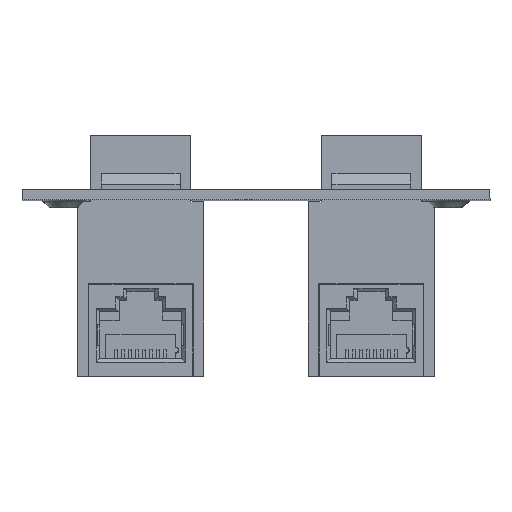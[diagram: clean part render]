
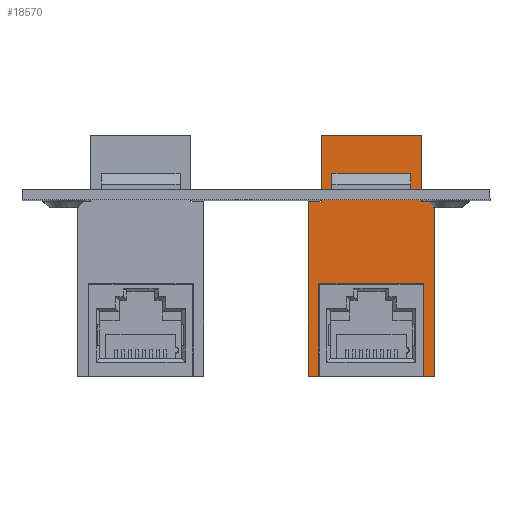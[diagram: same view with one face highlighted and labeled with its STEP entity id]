
A CAD part, top view. The second image highlights one B-rep face of the part: STEP entity #18570.
In plain terms, the highlighted face is planar.
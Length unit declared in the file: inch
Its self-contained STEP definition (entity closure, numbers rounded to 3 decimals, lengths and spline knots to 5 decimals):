
#2406 = EDGE_CURVE ( 'NONE', #34568, #34588, #6196, .T. ) ;
#3419 = EDGE_CURVE ( 'NONE', #34568, #6053, #31474, .T. ) ;
#3420 = EDGE_CURVE ( 'NONE', #34588, #34598, #31470, .T. ) ;
#3421 = EDGE_CURVE ( 'NONE', #34601, #34604, #31478, .T. ) ;
#3422 = EDGE_CURVE ( 'NONE', #34597, #6024, #31480, .T. ) ;
#3423 = EDGE_CURVE ( 'NONE', #6024, #6060, #31482, .T. ) ;
#3424 = EDGE_CURVE ( 'NONE', #6058, #6060, #31484, .T. ) ;
#3425 = EDGE_CURVE ( 'NONE', #6048, #6058, #31486, .T. ) ;
#3426 = EDGE_CURVE ( 'NONE', #6048, #6040, #31488, .T. ) ;
#3427 = EDGE_CURVE ( 'NONE', #6040, #6053, #31490, .T. ) ;
#3428 = EDGE_CURVE ( 'NONE', #33147, #33144, #31492, .T. ) ;
#3517 = EDGE_CURVE ( 'NONE', #33145, #33147, #31646, .T. ) ;
#3519 = EDGE_CURVE ( 'NONE', #33141, #33145, #31641, .T. ) ;
#3522 = EDGE_CURVE ( 'NONE', #33144, #33141, #31654, .T. ) ;
#3614 = EDGE_CURVE ( 'NONE', #34598, #34604, #31836, .T. ) ;
#3616 = EDGE_CURVE ( 'NONE', #34601, #34597, #31840, .T. ) ;
#6024 = VERTEX_POINT ( 'NONE', #26787 ) ;
#6040 = VERTEX_POINT ( 'NONE', #26795 ) ;
#6048 = VERTEX_POINT ( 'NONE', #26799 ) ;
#6053 = VERTEX_POINT ( 'NONE', #26801 ) ;
#6058 = VERTEX_POINT ( 'NONE', #26804 ) ;
#6060 = VERTEX_POINT ( 'NONE', #26805 ) ;
#6196 = LINE ( 'NONE', #7482, #6203 ) ;
#6203 = VECTOR ( 'NONE', #7490, 39.37008 ) ;
#7482 = CARTESIAN_POINT ( 'NONE',  ( -0.36, -0.15, 0.30221 ) ) ;
#7490 = DIRECTION ( 'NONE',  ( 0., 0., 1. ) ) ;
#10084 = EDGE_LOOP ( 'NONE', ( #32667, #32668, #32669, #32670, #32671, #32672, #32673, #32674, #32675, #32676, #32677, #32678 ) ) ;
#10093 = EDGE_LOOP ( 'NONE', ( #32663, #32664, #32665, #32666 ) ) ;
#12738 = CARTESIAN_POINT ( 'NONE',  ( -0.2875, -0.15, -0.38 ) ) ;
#12755 = CARTESIAN_POINT ( 'NONE',  ( -0.405, -0.15, -1.38 ) ) ;
#12757 = DIRECTION ( 'NONE',  ( 1., 0., 0. ) ) ;
#12758 = DIRECTION ( 'NONE',  ( 1., 0., 0. ) ) ;
#12759 = CARTESIAN_POINT ( 'NONE',  ( -0.273, -0.15, 0. ) ) ;
#12760 = DIRECTION ( 'NONE',  ( -1., 0., 0. ) ) ;
#12761 = CARTESIAN_POINT ( 'NONE',  ( 0.36, -0.15, -0.38 ) ) ;
#12762 = DIRECTION ( 'NONE',  ( 1., 0., 0. ) ) ;
#12763 = CARTESIAN_POINT ( 'NONE',  ( 0.36, -0.15, 0.30221 ) ) ;
#12764 = DIRECTION ( 'NONE',  ( 0., 0., -1. ) ) ;
#12765 = CARTESIAN_POINT ( 'NONE',  ( -0.405, -0.15, -1.38 ) ) ;
#12766 = DIRECTION ( 'NONE',  ( 1., 0., 0. ) ) ;
#12767 = CARTESIAN_POINT ( 'NONE',  ( 0.3, -0.15, 0. ) ) ;
#12768 = DIRECTION ( 'NONE',  ( 0., 0., -1. ) ) ;
#12769 = CARTESIAN_POINT ( 'NONE',  ( 0.3, -0.15, -0.8495 ) ) ;
#12770 = DIRECTION ( 'NONE',  ( -1., 0., 0. ) ) ;
#12771 = CARTESIAN_POINT ( 'NONE',  ( -0.3, -0.15, 0. ) ) ;
#12772 = DIRECTION ( 'NONE',  ( 0., 0., -1. ) ) ;
#12773 = CARTESIAN_POINT ( 'NONE',  ( -0.273, -0.15, -0.31 ) ) ;
#12775 = DIRECTION ( 'NONE',  ( -1., 0., 0. ) ) ;
#18570 = ADVANCED_FACE ( 'NONE', ( #36111, #36115 ), #37021, .T. ) ;
#26787 = CARTESIAN_POINT ( 'NONE',  ( 0.36, -0.15, -0.38 ) ) ;
#26795 = CARTESIAN_POINT ( 'NONE',  ( -0.3, -0.15, -0.8495 ) ) ;
#26799 = CARTESIAN_POINT ( 'NONE',  ( 0.3, -0.15, -0.8495 ) ) ;
#26801 = CARTESIAN_POINT ( 'NONE',  ( -0.3, -0.15, -1.38 ) ) ;
#26804 = CARTESIAN_POINT ( 'NONE',  ( 0.3, -0.15, -1.38 ) ) ;
#26805 = CARTESIAN_POINT ( 'NONE',  ( 0.36, -0.15, -1.38 ) ) ;
#27093 = CARTESIAN_POINT ( 'NONE',  ( -0.36, -0.15, -0.38 ) ) ;
#27108 = CARTESIAN_POINT ( 'NONE',  ( 0.2875, -0.15, -0.38 ) ) ;
#27110 = CARTESIAN_POINT ( 'NONE',  ( -0.2875, -0.15, -0.38 ) ) ;
#27116 = CARTESIAN_POINT ( 'NONE',  ( 0.2875, -0.15, 0. ) ) ;
#27121 = CARTESIAN_POINT ( 'NONE',  ( -0.2875, -0.15, 0. ) ) ;
#31470 = LINE ( 'NONE', #12738, #31479 ) ;
#31474 = LINE ( 'NONE', #12755, #31477 ) ;
#31477 = VECTOR ( 'NONE', #12757, 39.37008 ) ;
#31478 = LINE ( 'NONE', #12759, #31481 ) ;
#31479 = VECTOR ( 'NONE', #12758, 39.37008 ) ;
#31480 = LINE ( 'NONE', #12761, #31483 ) ;
#31481 = VECTOR ( 'NONE', #12760, 39.37008 ) ;
#31482 = LINE ( 'NONE', #12763, #31485 ) ;
#31483 = VECTOR ( 'NONE', #12762, 39.37008 ) ;
#31484 = LINE ( 'NONE', #12765, #31487 ) ;
#31485 = VECTOR ( 'NONE', #12764, 39.37008 ) ;
#31486 = LINE ( 'NONE', #12767, #31489 ) ;
#31487 = VECTOR ( 'NONE', #12766, 39.37008 ) ;
#31488 = LINE ( 'NONE', #12769, #31491 ) ;
#31489 = VECTOR ( 'NONE', #12768, 39.37008 ) ;
#31490 = LINE ( 'NONE', #12771, #31493 ) ;
#31491 = VECTOR ( 'NONE', #12770, 39.37008 ) ;
#31492 = LINE ( 'NONE', #12773, #31495 ) ;
#31493 = VECTOR ( 'NONE', #12772, 39.37008 ) ;
#31495 = VECTOR ( 'NONE', #12775, 39.37008 ) ;
#31641 = LINE ( 'NONE', #41661, #31653 ) ;
#31646 = LINE ( 'NONE', #41689, #31649 ) ;
#31649 = VECTOR ( 'NONE', #41692, 39.37008 ) ;
#31653 = VECTOR ( 'NONE', #41700, 39.37008 ) ;
#31654 = LINE ( 'NONE', #41696, #31659 ) ;
#31659 = VECTOR ( 'NONE', #41713, 39.37008 ) ;
#31836 = LINE ( 'NONE', #42130, #31839 ) ;
#31839 = VECTOR ( 'NONE', #42132, 39.37008 ) ;
#31840 = LINE ( 'NONE', #42139, #31843 ) ;
#31843 = VECTOR ( 'NONE', #42143, 39.37008 ) ;
#32663 = ORIENTED_EDGE ( 'NONE', *, *, #3517, .T. ) ;
#32664 = ORIENTED_EDGE ( 'NONE', *, *, #3428, .T. ) ;
#32665 = ORIENTED_EDGE ( 'NONE', *, *, #3522, .T. ) ;
#32666 = ORIENTED_EDGE ( 'NONE', *, *, #3519, .T. ) ;
#32667 = ORIENTED_EDGE ( 'NONE', *, *, #3427, .F. ) ;
#32668 = ORIENTED_EDGE ( 'NONE', *, *, #3426, .F. ) ;
#32669 = ORIENTED_EDGE ( 'NONE', *, *, #3425, .T. ) ;
#32670 = ORIENTED_EDGE ( 'NONE', *, *, #3424, .T. ) ;
#32671 = ORIENTED_EDGE ( 'NONE', *, *, #3423, .F. ) ;
#32672 = ORIENTED_EDGE ( 'NONE', *, *, #3422, .F. ) ;
#32673 = ORIENTED_EDGE ( 'NONE', *, *, #3616, .F. ) ;
#32674 = ORIENTED_EDGE ( 'NONE', *, *, #3421, .T. ) ;
#32675 = ORIENTED_EDGE ( 'NONE', *, *, #3614, .F. ) ;
#32676 = ORIENTED_EDGE ( 'NONE', *, *, #3420, .F. ) ;
#32677 = ORIENTED_EDGE ( 'NONE', *, *, #2406, .F. ) ;
#32678 = ORIENTED_EDGE ( 'NONE', *, *, #3419, .T. ) ;
#33141 = VERTEX_POINT ( 'NONE', #45260 ) ;
#33144 = VERTEX_POINT ( 'NONE', #45263 ) ;
#33145 = VERTEX_POINT ( 'NONE', #45264 ) ;
#33147 = VERTEX_POINT ( 'NONE', #45266 ) ;
#34568 = VERTEX_POINT ( 'NONE', #45585 ) ;
#34588 = VERTEX_POINT ( 'NONE', #27093 ) ;
#34597 = VERTEX_POINT ( 'NONE', #27108 ) ;
#34598 = VERTEX_POINT ( 'NONE', #27110 ) ;
#34601 = VERTEX_POINT ( 'NONE', #27116 ) ;
#34604 = VERTEX_POINT ( 'NONE', #27121 ) ;
#36111 = FACE_BOUND ( 'NONE', #10093, .T. ) ;
#36115 = FACE_OUTER_BOUND ( 'NONE', #10084, .T. ) ;
#37021 = PLANE ( 'NONE',  #45932 ) ;
#37029 = CARTESIAN_POINT ( 'NONE',  ( -0.273, -0.15, -0.488 ) ) ;
#37030 = DIRECTION ( 'NONE',  ( 0., -1., 0. ) ) ;
#37031 = DIRECTION ( 'NONE',  ( 1., 0., 0. ) ) ;
#41661 = CARTESIAN_POINT ( 'NONE',  ( -0.273, -0.15, -0.22 ) ) ;
#41689 = CARTESIAN_POINT ( 'NONE',  ( 0.225, -0.15, -0.488 ) ) ;
#41692 = DIRECTION ( 'NONE',  ( 0., 0., -1. ) ) ;
#41696 = CARTESIAN_POINT ( 'NONE',  ( -0.225, -0.15, -0.488 ) ) ;
#41700 = DIRECTION ( 'NONE',  ( 1., 0., 0. ) ) ;
#41713 = DIRECTION ( 'NONE',  ( 0., 0., 1. ) ) ;
#42130 = CARTESIAN_POINT ( 'NONE',  ( -0.2875, -0.15, 0. ) ) ;
#42132 = DIRECTION ( 'NONE',  ( 0., 0., 1. ) ) ;
#42139 = CARTESIAN_POINT ( 'NONE',  ( 0.2875, -0.15, -0.393 ) ) ;
#42143 = DIRECTION ( 'NONE',  ( 0., 0., -1. ) ) ;
#45260 = CARTESIAN_POINT ( 'NONE',  ( -0.225, -0.15, -0.22 ) ) ;
#45263 = CARTESIAN_POINT ( 'NONE',  ( -0.225, -0.15, -0.31 ) ) ;
#45264 = CARTESIAN_POINT ( 'NONE',  ( 0.225, -0.15, -0.22 ) ) ;
#45266 = CARTESIAN_POINT ( 'NONE',  ( 0.225, -0.15, -0.31 ) ) ;
#45585 = CARTESIAN_POINT ( 'NONE',  ( -0.36, -0.15, -1.38 ) ) ;
#45932 = AXIS2_PLACEMENT_3D ( 'NONE', #37029, #37030, #37031 ) ;
